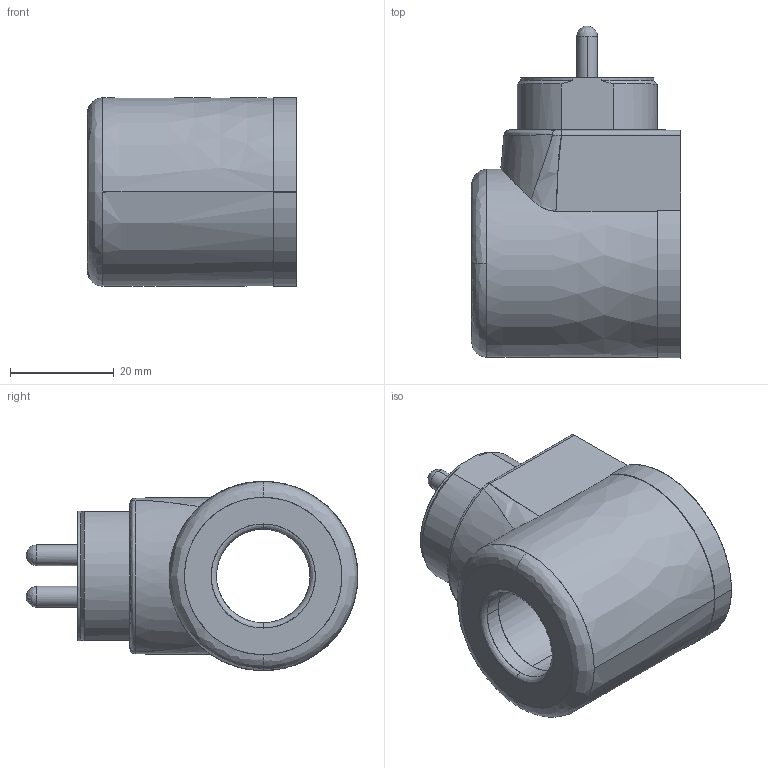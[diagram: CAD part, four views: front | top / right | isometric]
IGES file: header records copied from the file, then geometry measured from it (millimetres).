
Start section: SolidWorks IGES file using analytic representation for surfaces
Global section: file name: Magnetspule_36-40_Kostal.IGS; native system: SolidWorks 2014; preprocessor: SolidWorks 2014; author: Neubauer; date: 160718.083830; units: millimetre
Bounding box: 40.3 x 63.95 x 36.45 mm (x, y, z)
Surface area: 10960 mm2 (no closed solid volume)
Topology: 0 solids, 0 shells, 82 faces, 1160 edges, 1156 vertices
Faces by surface type: bspline 41, revolution 41
